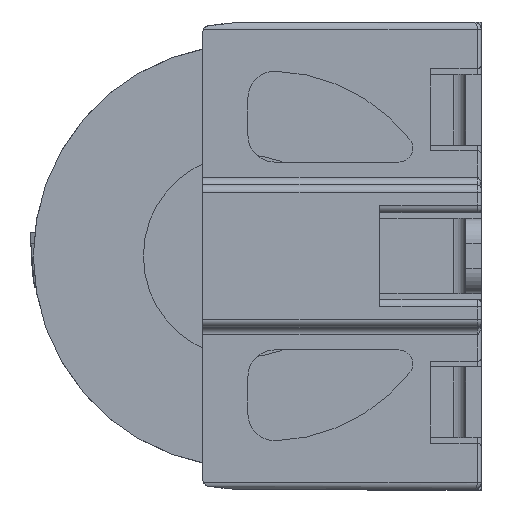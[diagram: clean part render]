
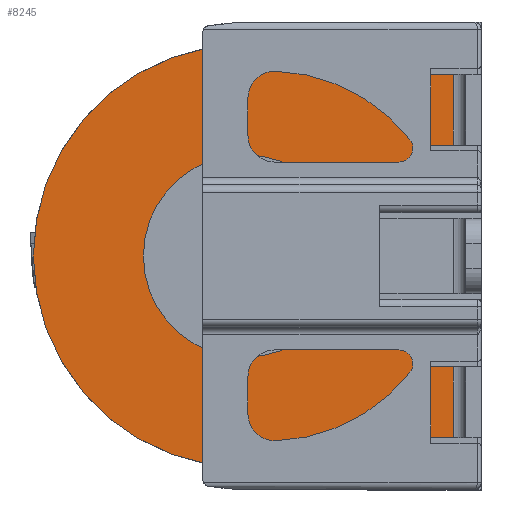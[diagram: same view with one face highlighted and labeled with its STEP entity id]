
A CAD part, left-side view. The second image highlights one B-rep face of the part: STEP entity #8245.
In plain terms, the highlighted planar face has unit normal (-1, 0, 0).
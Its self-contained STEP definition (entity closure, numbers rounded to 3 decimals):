
#61 = CARTESIAN_POINT ( 'NONE',  ( -18.3, -8.25, 4.381 ) ) ;
#289 = VERTEX_POINT ( 'NONE', #1264 ) ;
#413 = ORIENTED_EDGE ( 'NONE', *, *, #13750, .F. ) ;
#581 = LINE ( 'NONE', #3827, #13362 ) ;
#1046 = CARTESIAN_POINT ( 'NONE',  ( -18.3, -4.35, 7.181 ) ) ;
#1115 = VERTEX_POINT ( 'NONE', #61 ) ;
#1171 = VECTOR ( 'NONE', #5684, 1000. ) ;
#1202 = CARTESIAN_POINT ( 'NONE',  ( -18.3, -7.108, -4.381 ) ) ;
#1264 = CARTESIAN_POINT ( 'NONE',  ( -18.3, -8.25, -7.181 ) ) ;
#1266 = AXIS2_PLACEMENT_3D ( 'NONE', #5450, #9720, #10554 ) ;
#1277 = CARTESIAN_POINT ( 'NONE',  ( -18.3, -8.25, 7.181 ) ) ;
#1302 = DIRECTION ( 'NONE',  ( 0., 0., -1. ) ) ;
#1393 = DIRECTION ( 'NONE',  ( -1., 0., 0. ) ) ;
#1404 = VERTEX_POINT ( 'NONE', #11724 ) ;
#1488 = CARTESIAN_POINT ( 'NONE',  ( -18.3, 0., 4. ) ) ;
#1521 = ORIENTED_EDGE ( 'NONE', *, *, #4771, .T. ) ;
#1598 = CARTESIAN_POINT ( 'NONE',  ( -18.3, -4.35, 7.181 ) ) ;
#1640 = AXIS2_PLACEMENT_3D ( 'NONE', #9296, #3004, #8238 ) ;
#1747 = ORIENTED_EDGE ( 'NONE', *, *, #13195, .T. ) ;
#1779 = EDGE_CURVE ( 'NONE', #9101, #13055, #10796, .T. ) ;
#1857 = VERTEX_POINT ( 'NONE', #3471 ) ;
#2108 = PLANE ( 'NONE',  #1266 ) ;
#2376 = DIRECTION ( 'NONE',  ( 0., -1., 0. ) ) ;
#2481 = LINE ( 'NONE', #6719, #1171 ) ;
#2503 = VERTEX_POINT ( 'NONE', #1277 ) ;
#2546 = CARTESIAN_POINT ( 'NONE',  ( -18.3, -7.35, 3.962 ) ) ;
#2551 = CARTESIAN_POINT ( 'NONE',  ( -18.3, -4.35, -7.127 ) ) ;
#2758 = VERTEX_POINT ( 'NONE', #1202 ) ;
#2769 = AXIS2_PLACEMENT_3D ( 'NONE', #13070, #1393, #8943 ) ;
#2778 = ORIENTED_EDGE ( 'NONE', *, *, #11958, .T. ) ;
#2796 = DIRECTION ( 'NONE',  ( 0., 0., 1. ) ) ;
#2888 = DIRECTION ( 'NONE',  ( -1., 0., 0. ) ) ;
#2909 = CIRCLE ( 'NONE', #4896, 8.35 ) ;
#2952 = DIRECTION ( 'NONE',  ( 0., 0., 1. ) ) ;
#3004 = DIRECTION ( 'NONE',  ( -1., 0., 0. ) ) ;
#3063 = EDGE_LOOP ( 'NONE', ( #9960, #5724 ) ) ;
#3071 = CARTESIAN_POINT ( 'NONE',  ( -18.3, 0., 0. ) ) ;
#3121 = DIRECTION ( 'NONE',  ( 0., -1., 0. ) ) ;
#3195 = AXIS2_PLACEMENT_3D ( 'NONE', #12448, #2888, #2952 ) ;
#3262 = VECTOR ( 'NONE', #1302, 1000. ) ;
#3369 = CARTESIAN_POINT ( 'NONE',  ( -18.3, -4.35, 4.381 ) ) ;
#3471 = CARTESIAN_POINT ( 'NONE',  ( -18.3, -7.108, 4.381 ) ) ;
#3503 = LINE ( 'NONE', #9095, #6457 ) ;
#3636 = VERTEX_POINT ( 'NONE', #6350 ) ;
#3824 = DIRECTION ( 'NONE',  ( 0., 0., -1. ) ) ;
#3827 = CARTESIAN_POINT ( 'NONE',  ( -18.3, -4.35, -4.381 ) ) ;
#3876 = VECTOR ( 'NONE', #5524, 1000. ) ;
#3942 = VERTEX_POINT ( 'NONE', #7106 ) ;
#3971 = DIRECTION ( 'NONE',  ( -1., 0., 0. ) ) ;
#4140 = CARTESIAN_POINT ( 'NONE',  ( -18.3, -8.25, 0. ) ) ;
#4771 = EDGE_CURVE ( 'NONE', #12766, #3942, #6524, .T. ) ;
#4784 = EDGE_CURVE ( 'NONE', #9101, #1857, #9449, .T. ) ;
#4824 = ORIENTED_EDGE ( 'NONE', *, *, #5384, .T. ) ;
#4896 = AXIS2_PLACEMENT_3D ( 'NONE', #9945, #6501, #5668 ) ;
#5191 = ORIENTED_EDGE ( 'NONE', *, *, #10429, .T. ) ;
#5384 = EDGE_CURVE ( 'NONE', #2758, #13055, #6544, .T. ) ;
#5450 = CARTESIAN_POINT ( 'NONE',  ( -18.3, 0., 0. ) ) ;
#5524 = DIRECTION ( 'NONE',  ( 0., 0., 1. ) ) ;
#5582 = VERTEX_POINT ( 'NONE', #8210 ) ;
#5658 = LINE ( 'NONE', #3369, #7638 ) ;
#5668 = DIRECTION ( 'NONE',  ( 0., 0., 1. ) ) ;
#5684 = DIRECTION ( 'NONE',  ( 0., -1., 0. ) ) ;
#5724 = ORIENTED_EDGE ( 'NONE', *, *, #11629, .F. ) ;
#5758 = DIRECTION ( 'NONE',  ( -1., 0., 0. ) ) ;
#5830 = DIRECTION ( 'NONE',  ( 0., 0., 1. ) ) ;
#5911 = DIRECTION ( 'NONE',  ( 0., -1., 0. ) ) ;
#6210 = ORIENTED_EDGE ( 'NONE', *, *, #1779, .F. ) ;
#6265 = DIRECTION ( 'NONE',  ( 0., 0., 1. ) ) ;
#6350 = CARTESIAN_POINT ( 'NONE',  ( -18.3, -4.35, -7.181 ) ) ;
#6358 = ORIENTED_EDGE ( 'NONE', *, *, #6859, .T. ) ;
#6457 = VECTOR ( 'NONE', #11313, 1000. ) ;
#6472 = CARTESIAN_POINT ( 'NONE',  ( -18.3, 0., 0. ) ) ;
#6501 = DIRECTION ( 'NONE',  ( -1., 0., 0. ) ) ;
#6524 = CIRCLE ( 'NONE', #1640, 8.35 ) ;
#6544 = CIRCLE ( 'NONE', #2769, 8.35 ) ;
#6719 = CARTESIAN_POINT ( 'NONE',  ( -18.3, -4.35, -7.181 ) ) ;
#6859 = EDGE_CURVE ( 'NONE', #3942, #13063, #2909, .T. ) ;
#7106 = CARTESIAN_POINT ( 'NONE',  ( -18.3, 0., -8.35 ) ) ;
#7216 = EDGE_LOOP ( 'NONE', ( #11518, #10761, #413, #2778, #13779, #1521, #6358, #5191, #10054, #1747, #10849, #4824, #6210, #12616 ) ) ;
#7433 = AXIS2_PLACEMENT_3D ( 'NONE', #13561, #3971, #2796 ) ;
#7475 = FACE_OUTER_BOUND ( 'NONE', #7216, .T. ) ;
#7545 = CARTESIAN_POINT ( 'NONE',  ( -18.3, -8.25, -4.381 ) ) ;
#7581 = EDGE_CURVE ( 'NONE', #1115, #2503, #8152, .T. ) ;
#7596 = CARTESIAN_POINT ( 'NONE',  ( -18.3, -7.35, -3.962 ) ) ;
#7638 = VECTOR ( 'NONE', #2376, 1000. ) ;
#7838 = VERTEX_POINT ( 'NONE', #13403 ) ;
#8094 = AXIS2_PLACEMENT_3D ( 'NONE', #6472, #5758, #5830 ) ;
#8152 = LINE ( 'NONE', #4140, #10864 ) ;
#8210 = CARTESIAN_POINT ( 'NONE',  ( -18.3, -4.35, 7.127 ) ) ;
#8238 = DIRECTION ( 'NONE',  ( 0., 0., 1. ) ) ;
#8245 = ADVANCED_FACE ( 'NONE', ( #9646, #7475 ), #2108, .T. ) ;
#8764 = CIRCLE ( 'NONE', #3195, 8.35 ) ;
#8943 = DIRECTION ( 'NONE',  ( 0., 0., 1. ) ) ;
#8958 = AXIS2_PLACEMENT_3D ( 'NONE', #3071, #13376, #6265 ) ;
#9095 = CARTESIAN_POINT ( 'NONE',  ( -18.3, -4.35, -7.181 ) ) ;
#9101 = VERTEX_POINT ( 'NONE', #2546 ) ;
#9222 = CIRCLE ( 'NONE', #8094, 4. ) ;
#9251 = VECTOR ( 'NONE', #3121, 1000. ) ;
#9296 = CARTESIAN_POINT ( 'NONE',  ( -18.3, 0., 0. ) ) ;
#9449 = CIRCLE ( 'NONE', #7433, 8.35 ) ;
#9646 = FACE_BOUND ( 'NONE', #3063, .T. ) ;
#9670 = EDGE_CURVE ( 'NONE', #2758, #12750, #581, .T. ) ;
#9720 = DIRECTION ( 'NONE',  ( -1., 0., 0. ) ) ;
#9945 = CARTESIAN_POINT ( 'NONE',  ( -18.3, 0., 0. ) ) ;
#9960 = ORIENTED_EDGE ( 'NONE', *, *, #13065, .F. ) ;
#10054 = ORIENTED_EDGE ( 'NONE', *, *, #12200, .T. ) ;
#10429 = EDGE_CURVE ( 'NONE', #13063, #3636, #3503, .T. ) ;
#10510 = LINE ( 'NONE', #1046, #9251 ) ;
#10554 = DIRECTION ( 'NONE',  ( 0., 0., 1. ) ) ;
#10581 = LINE ( 'NONE', #11635, #3876 ) ;
#10761 = ORIENTED_EDGE ( 'NONE', *, *, #7581, .T. ) ;
#10796 = LINE ( 'NONE', #11713, #3262 ) ;
#10849 = ORIENTED_EDGE ( 'NONE', *, *, #9670, .F. ) ;
#10864 = VECTOR ( 'NONE', #12413, 1000. ) ;
#11153 = LINE ( 'NONE', #1598, #12759 ) ;
#11313 = DIRECTION ( 'NONE',  ( 0., 0., -1. ) ) ;
#11518 = ORIENTED_EDGE ( 'NONE', *, *, #12853, .T. ) ;
#11540 = CARTESIAN_POINT ( 'NONE',  ( -18.3, 0., 8.35 ) ) ;
#11629 = EDGE_CURVE ( 'NONE', #7838, #12562, #13417, .T. ) ;
#11635 = CARTESIAN_POINT ( 'NONE',  ( -18.3, -8.25, 0. ) ) ;
#11713 = CARTESIAN_POINT ( 'NONE',  ( -18.3, -7.35, 0. ) ) ;
#11724 = CARTESIAN_POINT ( 'NONE',  ( -18.3, -4.35, 7.181 ) ) ;
#11958 = EDGE_CURVE ( 'NONE', #1404, #5582, #11153, .T. ) ;
#12200 = EDGE_CURVE ( 'NONE', #3636, #289, #2481, .T. ) ;
#12413 = DIRECTION ( 'NONE',  ( 0., 0., 1. ) ) ;
#12448 = CARTESIAN_POINT ( 'NONE',  ( -18.3, 0., 0. ) ) ;
#12562 = VERTEX_POINT ( 'NONE', #1488 ) ;
#12616 = ORIENTED_EDGE ( 'NONE', *, *, #4784, .T. ) ;
#12667 = EDGE_CURVE ( 'NONE', #5582, #12766, #8764, .T. ) ;
#12750 = VERTEX_POINT ( 'NONE', #7545 ) ;
#12759 = VECTOR ( 'NONE', #3824, 1000. ) ;
#12766 = VERTEX_POINT ( 'NONE', #11540 ) ;
#12853 = EDGE_CURVE ( 'NONE', #1857, #1115, #5658, .T. ) ;
#13055 = VERTEX_POINT ( 'NONE', #7596 ) ;
#13063 = VERTEX_POINT ( 'NONE', #2551 ) ;
#13065 = EDGE_CURVE ( 'NONE', #12562, #7838, #9222, .T. ) ;
#13070 = CARTESIAN_POINT ( 'NONE',  ( -18.3, 0., 0. ) ) ;
#13195 = EDGE_CURVE ( 'NONE', #289, #12750, #10581, .T. ) ;
#13362 = VECTOR ( 'NONE', #5911, 1000. ) ;
#13376 = DIRECTION ( 'NONE',  ( -1., 0., 0. ) ) ;
#13403 = CARTESIAN_POINT ( 'NONE',  ( -18.3, 0., -4. ) ) ;
#13417 = CIRCLE ( 'NONE', #8958, 4. ) ;
#13561 = CARTESIAN_POINT ( 'NONE',  ( -18.3, 0., 0. ) ) ;
#13750 = EDGE_CURVE ( 'NONE', #1404, #2503, #10510, .T. ) ;
#13779 = ORIENTED_EDGE ( 'NONE', *, *, #12667, .T. ) ;
